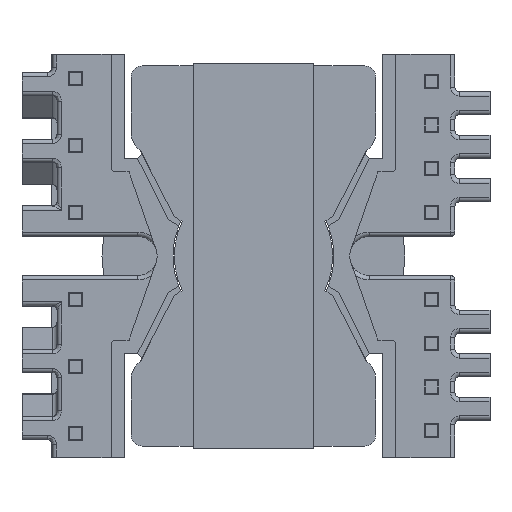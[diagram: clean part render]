
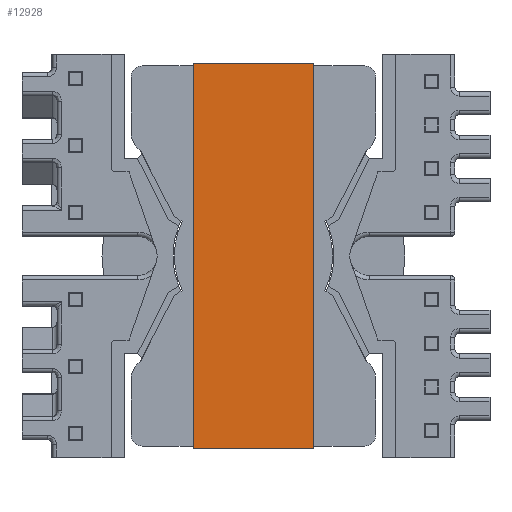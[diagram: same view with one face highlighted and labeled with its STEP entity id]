
A CAD part, front view. The second image highlights one B-rep face of the part: STEP entity #12928.
In plain terms, the highlighted face is planar.
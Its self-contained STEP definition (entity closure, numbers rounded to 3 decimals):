
#698 = VERTEX_POINT ( 'NONE', #7870 ) ;
#931 = ORIENTED_EDGE ( 'NONE', *, *, #7036, .T. ) ;
#1104 = CARTESIAN_POINT ( 'NONE',  ( 16.54, -21.86, -6.89 ) ) ;
#1664 = LINE ( 'NONE', #18258, #17523 ) ;
#2271 = DIRECTION ( 'NONE',  ( 0., 0., 1. ) ) ;
#2457 = VECTOR ( 'NONE', #11268, 1000. ) ;
#2873 = CARTESIAN_POINT ( 'NONE',  ( 16.54, -21.86, -6.89 ) ) ;
#3700 = PLANE ( 'NONE',  #18585 ) ;
#4415 = ORIENTED_EDGE ( 'NONE', *, *, #6857, .F. ) ;
#5014 = DIRECTION ( 'NONE',  ( 0., 1., 0. ) ) ;
#6857 = EDGE_CURVE ( 'NONE', #10366, #698, #14385, .T. ) ;
#7036 = EDGE_CURVE ( 'NONE', #8043, #10165, #7490, .T. ) ;
#7237 = DIRECTION ( 'NONE',  ( 0., 1., 0. ) ) ;
#7406 = ORIENTED_EDGE ( 'NONE', *, *, #9012, .T. ) ;
#7490 = LINE ( 'NONE', #17864, #14909 ) ;
#7870 = CARTESIAN_POINT ( 'NONE',  ( 16.54, -21.86, 0. ) ) ;
#8043 = VERTEX_POINT ( 'NONE', #8046 ) ;
#8046 = CARTESIAN_POINT ( 'NONE',  ( 16.54, 0.16, -6.89 ) ) ;
#9012 = EDGE_CURVE ( 'NONE', #10366, #8043, #1664, .T. ) ;
#9420 = DIRECTION ( 'NONE',  ( 0., 0., 1. ) ) ;
#9471 = VECTOR ( 'NONE', #9420, 1000. ) ;
#9926 = CARTESIAN_POINT ( 'NONE',  ( 16.54, 0.16, -6.89 ) ) ;
#10165 = VERTEX_POINT ( 'NONE', #18278 ) ;
#10366 = VERTEX_POINT ( 'NONE', #2873 ) ;
#10379 = FACE_OUTER_BOUND ( 'NONE', #17067, .T. ) ;
#10838 = LINE ( 'NONE', #12734, #2457 ) ;
#11268 = DIRECTION ( 'NONE',  ( 0., 1., 0. ) ) ;
#12734 = CARTESIAN_POINT ( 'NONE',  ( 16.54, 0.16, 0. ) ) ;
#12928 = ADVANCED_FACE ( 'NONE', ( #10379 ), #3700, .T. ) ;
#13026 = ORIENTED_EDGE ( 'NONE', *, *, #20509, .F. ) ;
#14385 = LINE ( 'NONE', #1104, #9471 ) ;
#14762 = DIRECTION ( 'NONE',  ( 1., 0., 0. ) ) ;
#14909 = VECTOR ( 'NONE', #2271, 1000. ) ;
#17067 = EDGE_LOOP ( 'NONE', ( #13026, #4415, #7406, #931 ) ) ;
#17523 = VECTOR ( 'NONE', #7237, 1000. ) ;
#17864 = CARTESIAN_POINT ( 'NONE',  ( 16.54, 0.16, -6.89 ) ) ;
#18258 = CARTESIAN_POINT ( 'NONE',  ( 16.54, 0.16, -6.89 ) ) ;
#18278 = CARTESIAN_POINT ( 'NONE',  ( 16.54, 0.16, 0. ) ) ;
#18585 = AXIS2_PLACEMENT_3D ( 'NONE', #9926, #14762, #5014 ) ;
#20509 = EDGE_CURVE ( 'NONE', #698, #10165, #10838, .T. ) ;
